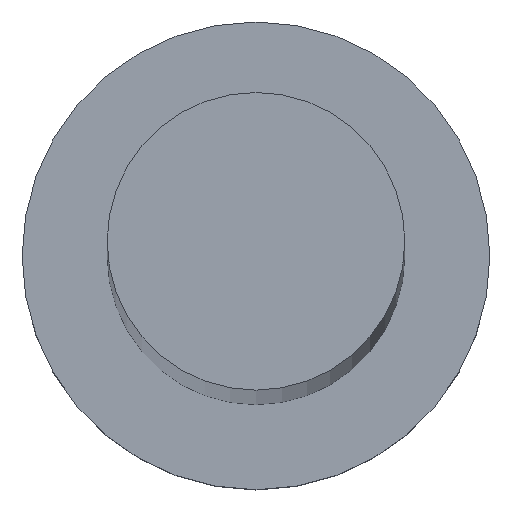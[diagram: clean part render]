
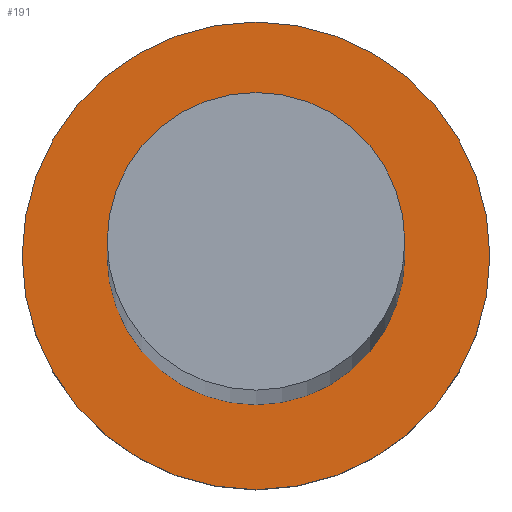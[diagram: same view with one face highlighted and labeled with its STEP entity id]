
A CAD part, top view. The second image highlights one B-rep face of the part: STEP entity #191.
In plain terms, the highlighted planar face has unit normal (0, 0, 1).
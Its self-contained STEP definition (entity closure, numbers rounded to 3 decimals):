
#5 = VERTEX_POINT ( 'NONE', #222 ) ;
#18 = DIRECTION ( 'NONE',  ( 1., 0., 0. ) ) ;
#29 = VERTEX_POINT ( 'NONE', #189 ) ;
#30 = EDGE_CURVE ( 'NONE', #71, #29, #244, .T. ) ;
#37 = CIRCLE ( 'NONE', #163, 7. ) ;
#40 = PLANE ( 'NONE',  #62 ) ;
#50 = CARTESIAN_POINT ( 'NONE',  ( 0., 0., 7. ) ) ;
#52 = ORIENTED_EDGE ( 'NONE', *, *, #224, .F. ) ;
#59 = CARTESIAN_POINT ( 'NONE',  ( 11., 0., 7. ) ) ;
#62 = AXIS2_PLACEMENT_3D ( 'NONE', #231, #254, #180 ) ;
#71 = VERTEX_POINT ( 'NONE', #59 ) ;
#73 = FACE_BOUND ( 'NONE', #243, .T. ) ;
#78 = DIRECTION ( 'NONE',  ( 0., 0., 1. ) ) ;
#81 = CARTESIAN_POINT ( 'NONE',  ( 0., 0., 7. ) ) ;
#107 = DIRECTION ( 'NONE',  ( 1., 0., 0. ) ) ;
#115 = AXIS2_PLACEMENT_3D ( 'NONE', #81, #165, #18 ) ;
#117 = DIRECTION ( 'NONE',  ( 1., 0., 0. ) ) ;
#118 = CARTESIAN_POINT ( 'NONE',  ( 0., 0., 7. ) ) ;
#120 = CIRCLE ( 'NONE', #235, 11. ) ;
#128 = DIRECTION ( 'NONE',  ( 0., 0., 1. ) ) ;
#132 = VERTEX_POINT ( 'NONE', #181 ) ;
#133 = EDGE_CURVE ( 'NONE', #29, #71, #120, .T. ) ;
#134 = ORIENTED_EDGE ( 'NONE', *, *, #212, .F. ) ;
#138 = AXIS2_PLACEMENT_3D ( 'NONE', #50, #128, #107 ) ;
#139 = DIRECTION ( 'NONE',  ( 0., 0., 1. ) ) ;
#155 = ORIENTED_EDGE ( 'NONE', *, *, #30, .T. ) ;
#163 = AXIS2_PLACEMENT_3D ( 'NONE', #179, #78, #117 ) ;
#165 = DIRECTION ( 'NONE',  ( 0., 0., 1. ) ) ;
#170 = ORIENTED_EDGE ( 'NONE', *, *, #133, .T. ) ;
#179 = CARTESIAN_POINT ( 'NONE',  ( 0., 0., 7. ) ) ;
#180 = DIRECTION ( 'NONE',  ( 1., 0., 0. ) ) ;
#181 = CARTESIAN_POINT ( 'NONE',  ( 7., 0., 7. ) ) ;
#189 = CARTESIAN_POINT ( 'NONE',  ( -11., 0., 7. ) ) ;
#191 = ADVANCED_FACE ( 'NONE', ( #73, #251 ), #40, .T. ) ;
#205 = EDGE_LOOP ( 'NONE', ( #170, #155 ) ) ;
#212 = EDGE_CURVE ( 'NONE', #5, #132, #225, .T. ) ;
#213 = DIRECTION ( 'NONE',  ( 1., 0., 0. ) ) ;
#222 = CARTESIAN_POINT ( 'NONE',  ( -7., 0., 7. ) ) ;
#224 = EDGE_CURVE ( 'NONE', #132, #5, #37, .T. ) ;
#225 = CIRCLE ( 'NONE', #115, 7. ) ;
#231 = CARTESIAN_POINT ( 'NONE',  ( 0., 0., 7. ) ) ;
#235 = AXIS2_PLACEMENT_3D ( 'NONE', #118, #139, #213 ) ;
#243 = EDGE_LOOP ( 'NONE', ( #134, #52 ) ) ;
#244 = CIRCLE ( 'NONE', #138, 11. ) ;
#251 = FACE_OUTER_BOUND ( 'NONE', #205, .T. ) ;
#254 = DIRECTION ( 'NONE',  ( 0., 0., 1. ) ) ;
